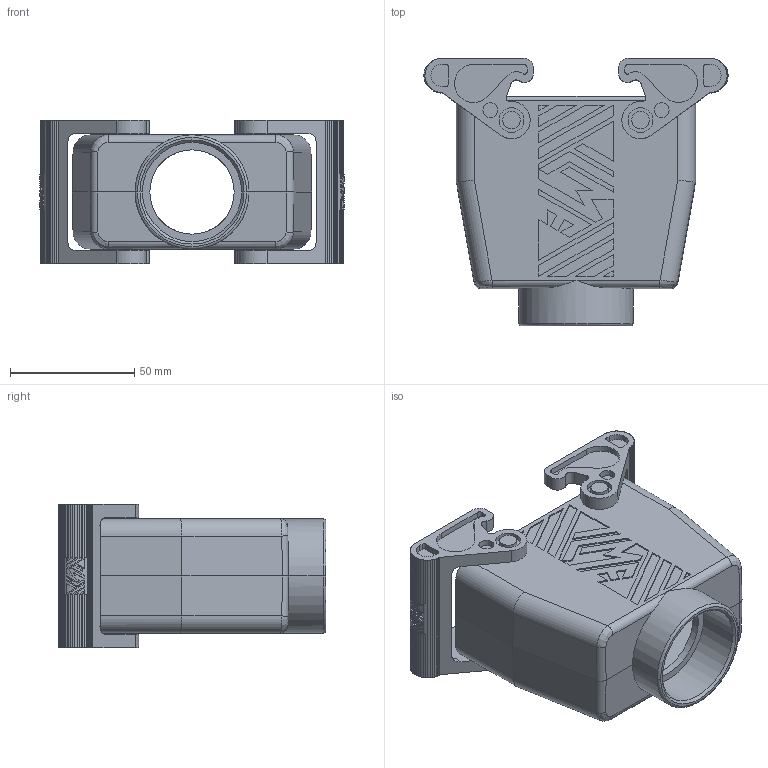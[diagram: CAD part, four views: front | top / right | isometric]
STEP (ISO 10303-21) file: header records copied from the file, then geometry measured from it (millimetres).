
FILE_DESCRIPTION(('Creo Elements/Direct Modeling STEP Export'),'2;1');
FILE_NAME('TAVH 16 G40.stp','2014-09-09T14:01:59',(''),(''),'Creo Elements/Direct Modeling STEP processor for AP214 (Solid Model)','Creo Elements/Direct Modeling 18.0B 02-Dec-2011 (C) Parametric Technology GmbH','');
FILE_SCHEMA(('AUTOMOTIVE_DESIGN { 1 0 10303 214 1 1 1 1 }'));
Length unit declared in the file: millimetre
Products named in the file (2): TAVH_16_G40
Assembly tree (1 placements, depth 2):
  TAVH_16_G40
    TAVH_16_G40
Bounding box: 122.6 x 107.9 x 58 mm (x, y, z)
Volume: 150148 mm3; surface area: 65672.4 mm2
Topology: 1 solids, 1 shells, 726 faces, 1934 edges, 1276 vertices
Faces by surface type: plane 488, cylinder 210, bspline 16, cone 10, torus 2
Entity records: 22378 total; most frequent: CARTESIAN_POINT 4997, ORIENTED_EDGE 3868, DIRECTION 3340, EDGE_CURVE 1934, VERTEX_POINT 1276, VECTOR 1214, LINE 1214, AXIS2_PLACEMENT_3D 1063
